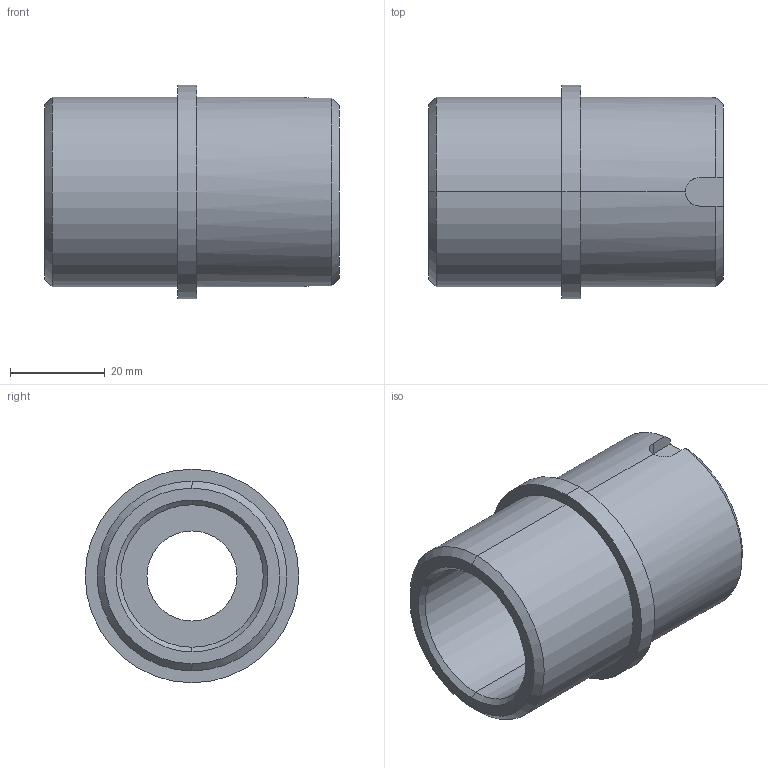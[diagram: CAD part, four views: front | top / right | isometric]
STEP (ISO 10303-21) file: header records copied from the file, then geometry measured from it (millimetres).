
FILE_DESCRIPTION (( 'STEP AP203' ), '1' );
FILE_NAME ('R237.040.012.STEP', '2015-06-09T12:07:43', ( '' ), ( '' ), 'SwSTEP 2.0', 'SolidWorks 2012', '' );
FILE_SCHEMA (( 'CONFIG_CONTROL_DESIGN' ));
Length unit declared in the file: millimetre
Products named in the file (1): R237.040.012
Bounding box: 62 x 45 x 45 mm (x, y, z)
Volume: 41430.2 mm3; surface area: 15577 mm2
Topology: 1 solids, 1 shells, 34 faces, 78 edges, 50 vertices
Faces by surface type: cylinder 16, plane 12, cone 6
Entity records: 1113 total; most frequent: CARTESIAN_POINT 243, DIRECTION 174, ORIENTED_EDGE 156, EDGE_CURVE 78, AXIS2_PLACEMENT_3D 69, VERTEX_POINT 50, EDGE_LOOP 40, VECTOR 36
